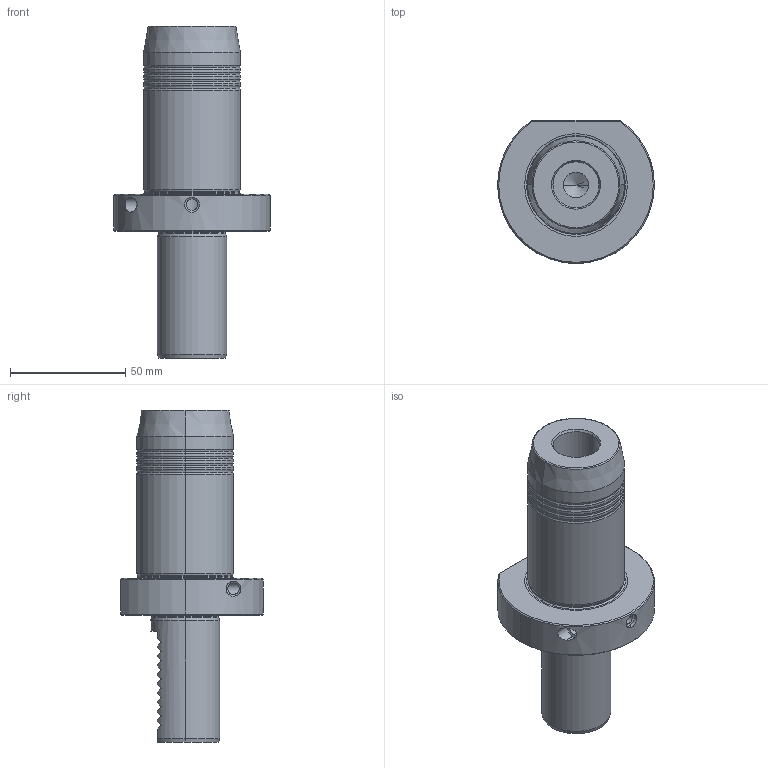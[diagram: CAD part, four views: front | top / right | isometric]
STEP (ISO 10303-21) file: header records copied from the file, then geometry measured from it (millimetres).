
FILE_DESCRIPTION (( 'STEP AP214' ), '1' );
FILE_NAME ('77.VD3.020 x=89_step.STEP', '2022-07-07T10:05:27', ( '' ), ( '' ), 'SwSTEP 2.0', 'SolidWorks 2018', '' );
FILE_SCHEMA (( 'AUTOMOTIVE_DESIGN' ));
Length unit declared in the file: millimetre
Products named in the file (1): 77.VD3.020 x=89_step
Bounding box: 68 x 62 x 144 mm (x, y, z)
Volume: 169220.9 mm3; surface area: 30459.1 mm2
Topology: 1 solids, 1 shells, 154 faces, 368 edges, 218 vertices
Faces by surface type: cylinder 48, plane 45, cone 33, torus 28
Entity records: 5158 total; most frequent: CARTESIAN_POINT 1390, ORIENTED_EDGE 728, DIRECTION 727, EDGE_CURVE 364, AXIS2_PLACEMENT_3D 293, VERTEX_POINT 218, EDGE_LOOP 166, FACE_OUTER_BOUND 154
